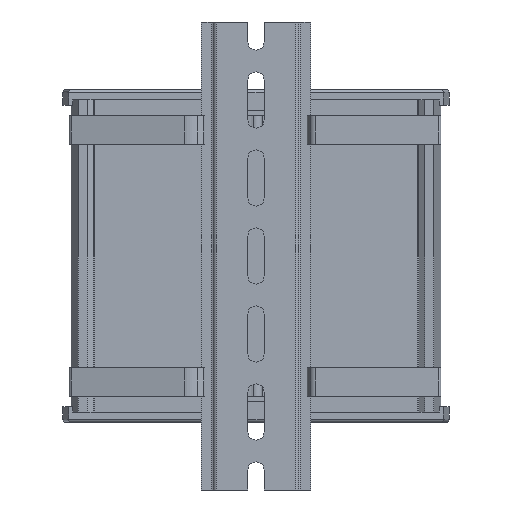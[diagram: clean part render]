
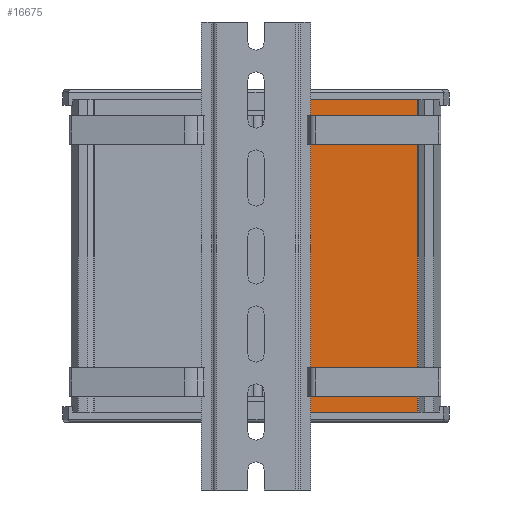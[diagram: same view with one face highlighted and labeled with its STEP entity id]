
A CAD part, front view. The second image highlights one B-rep face of the part: STEP entity #16675.
In plain terms, the highlighted planar face has unit normal (0, -1, 0).
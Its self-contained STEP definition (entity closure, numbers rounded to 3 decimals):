
#143 = CARTESIAN_POINT ( 'NONE',  ( 6.025, -1.653, 0. ) ) ;
#223 = CARTESIAN_POINT ( 'NONE',  ( 6.025, -1.653, -100. ) ) ;
#463 = EDGE_CURVE ( 'NONE', #2849, #4960, #15849, .T. ) ;
#959 = ORIENTED_EDGE ( 'NONE', *, *, #463, .F. ) ;
#2813 = AXIS2_PLACEMENT_3D ( 'NONE', #223, #4255, #12817 ) ;
#2849 = VERTEX_POINT ( 'NONE', #11981 ) ;
#3109 = VECTOR ( 'NONE', #6280, 1000. ) ;
#3888 = EDGE_LOOP ( 'NONE', ( #12781, #959, #15733, #27398 ) ) ;
#4255 = DIRECTION ( 'NONE',  ( 0., -1., 0. ) ) ;
#4464 = LINE ( 'NONE', #19101, #3109 ) ;
#4960 = VERTEX_POINT ( 'NONE', #9650 ) ;
#6280 = DIRECTION ( 'NONE',  ( 1., 0., 0. ) ) ;
#6624 = FACE_OUTER_BOUND ( 'NONE', #3888, .T. ) ;
#8143 = LINE ( 'NONE', #143, #16540 ) ;
#9650 = CARTESIAN_POINT ( 'NONE',  ( 6.025, -1.653, 0. ) ) ;
#10206 = EDGE_CURVE ( 'NONE', #11408, #24734, #24106, .T. ) ;
#10840 = VECTOR ( 'NONE', #25808, 1000. ) ;
#11003 = EDGE_CURVE ( 'NONE', #2849, #11408, #4464, .T. ) ;
#11408 = VERTEX_POINT ( 'NONE', #26828 ) ;
#11981 = CARTESIAN_POINT ( 'NONE',  ( 6.025, -1.653, -100. ) ) ;
#12781 = ORIENTED_EDGE ( 'NONE', *, *, #19917, .F. ) ;
#12817 = DIRECTION ( 'NONE',  ( 0., 0., -1. ) ) ;
#14820 = DIRECTION ( 'NONE',  ( 0., 0., 1. ) ) ;
#15733 = ORIENTED_EDGE ( 'NONE', *, *, #11003, .T. ) ;
#15849 = LINE ( 'NONE', #23733, #10840 ) ;
#16540 = VECTOR ( 'NONE', #21570, 1000. ) ;
#16675 = ADVANCED_FACE ( 'NONE', ( #6624 ), #25803, .T. ) ;
#16741 = CARTESIAN_POINT ( 'NONE',  ( 51.609, -1.653, 0. ) ) ;
#18400 = VECTOR ( 'NONE', #14820, 1000. ) ;
#19101 = CARTESIAN_POINT ( 'NONE',  ( 6.025, -1.653, -100. ) ) ;
#19917 = EDGE_CURVE ( 'NONE', #4960, #24734, #8143, .T. ) ;
#21570 = DIRECTION ( 'NONE',  ( 1., 0., 0. ) ) ;
#23225 = CARTESIAN_POINT ( 'NONE',  ( 51.609, -1.653, -100. ) ) ;
#23733 = CARTESIAN_POINT ( 'NONE',  ( 6.025, -1.653, -100. ) ) ;
#24106 = LINE ( 'NONE', #23225, #18400 ) ;
#24734 = VERTEX_POINT ( 'NONE', #16741 ) ;
#25803 = PLANE ( 'NONE',  #2813 ) ;
#25808 = DIRECTION ( 'NONE',  ( 0., 0., 1. ) ) ;
#26828 = CARTESIAN_POINT ( 'NONE',  ( 51.609, -1.653, -100. ) ) ;
#27398 = ORIENTED_EDGE ( 'NONE', *, *, #10206, .T. ) ;
